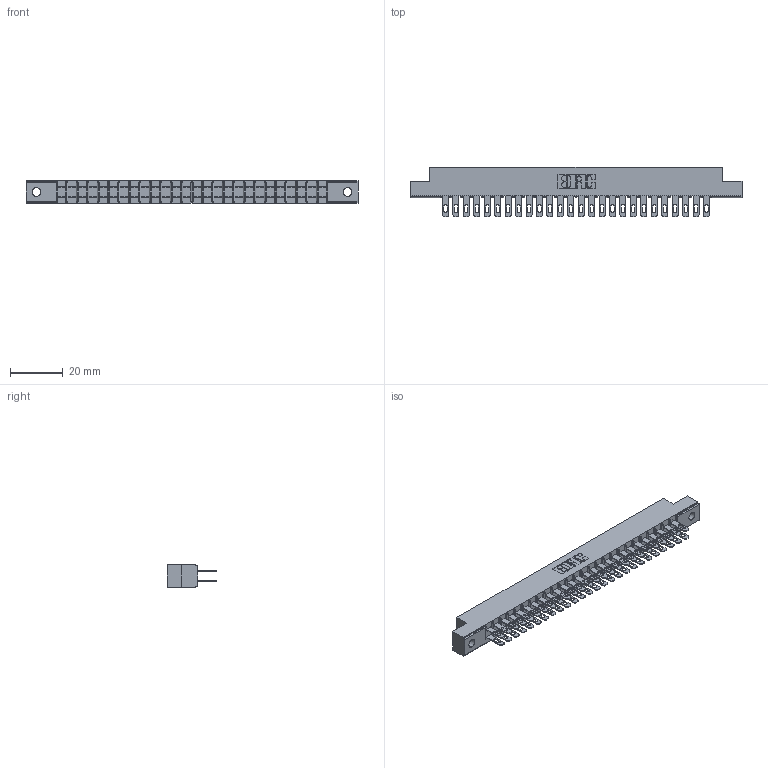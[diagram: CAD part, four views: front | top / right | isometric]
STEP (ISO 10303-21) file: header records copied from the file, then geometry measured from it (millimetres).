
FILE_DESCRIPTION (( 'STEP AP203' ), '1' );
FILE_NAME ('305-052-500-502.STEP', '2019-09-09T22:09:37', ( '' ), ( '' ), 'SwSTEP 2.0', 'SolidWorks 2016', '' );
FILE_SCHEMA (( 'CONFIG_CONTROL_DESIGN' ));
Length unit declared in the file: inch
Products named in the file (3): 305 Part_.128 Dia; 305-052-500-502; 305-290-001_500
Assembly tree (53 placements, depth 2):
  305-052-500-502
    305 Part_.128 Dia
    305-290-001_500  x52
Bounding box: 126.03 x 18.85 x 8.71 mm (x, y, z)
Volume: 7660.7 mm3; surface area: 16171.8 mm2
Topology: 53 solids, 53 shells, 2716 faces, 7778 edges, 5044 vertices
Faces by surface type: plane 1524, cylinder 1088, sphere 104
Entity records: 30123 total; most frequent: CARTESIAN_POINT 4984, ORIENTED_EDGE 4944, DIRECTION 4836, EDGE_CURVE 2472, LINE 1980, VECTOR 1980, VERTEX_POINT 1576, AXIS2_PLACEMENT_3D 1428
